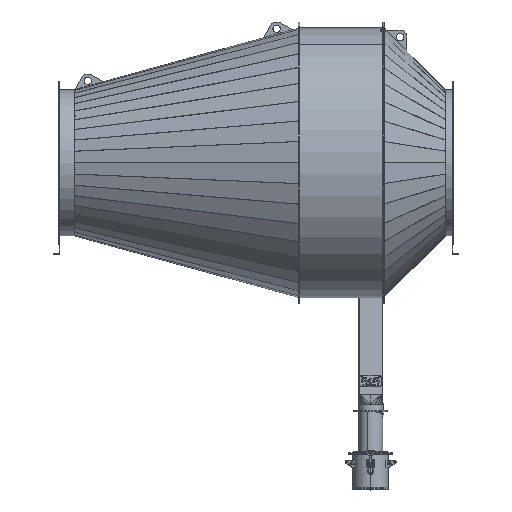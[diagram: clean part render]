
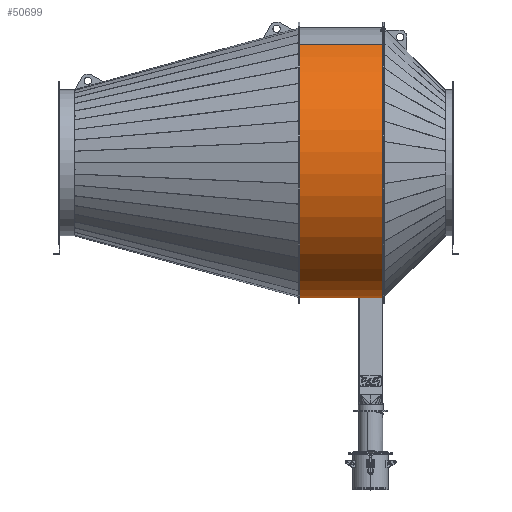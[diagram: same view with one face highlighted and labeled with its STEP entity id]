
A CAD part, top view. The second image highlights one B-rep face of the part: STEP entity #50699.
In plain terms, the highlighted cylindrical face has radius 826.5 mm (diameter 1653 mm), a partial arc.
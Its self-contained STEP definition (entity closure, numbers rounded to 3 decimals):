
#662 = VERTEX_POINT ( 'NONE', #10892 ) ;
#2231 = CARTESIAN_POINT ( 'NONE',  ( -0.25, 517.75, 826.5 ) ) ;
#3438 = CARTESIAN_POINT ( 'NONE',  ( 0., 517.75, 0. ) ) ;
#7605 = VECTOR ( 'NONE', #23336, 1000. ) ;
#7814 = DIRECTION ( 'NONE',  ( 0., 1., 0. ) ) ;
#10180 = CARTESIAN_POINT ( 'NONE',  ( 0., 517.75, 0. ) ) ;
#10892 = CARTESIAN_POINT ( 'NONE',  ( -397.253, 517.75, -724.77 ) ) ;
#10921 = ORIENTED_EDGE ( 'NONE', *, *, #20698, .F. ) ;
#12169 = VECTOR ( 'NONE', #24044, 1000. ) ;
#13817 = CIRCLE ( 'NONE', #35234, 826.5 ) ;
#14044 = FACE_OUTER_BOUND ( 'NONE', #49550, .T. ) ;
#14953 = EDGE_CURVE ( 'NONE', #32606, #26363, #32833, .T. ) ;
#15040 = CARTESIAN_POINT ( 'NONE',  ( -397.253, 0., -724.77 ) ) ;
#20150 = AXIS2_PLACEMENT_3D ( 'NONE', #34853, #30473, #46174 ) ;
#20698 = EDGE_CURVE ( 'NONE', #47330, #26363, #31596, .T. ) ;
#23336 = DIRECTION ( 'NONE',  ( 0., -1., 0. ) ) ;
#24044 = DIRECTION ( 'NONE',  ( 0., 1., 0. ) ) ;
#24484 = ORIENTED_EDGE ( 'NONE', *, *, #41075, .F. ) ;
#25908 = DIRECTION ( 'NONE',  ( 0., -1., 0. ) ) ;
#26363 = VERTEX_POINT ( 'NONE', #35541 ) ;
#29786 = CYLINDRICAL_SURFACE ( 'NONE', #43004, 826.5 ) ;
#30054 = ORIENTED_EDGE ( 'NONE', *, *, #14953, .T. ) ;
#30473 = DIRECTION ( 'NONE',  ( 0., 1., 0. ) ) ;
#31596 = LINE ( 'NONE', #42897, #7605 ) ;
#31795 = CARTESIAN_POINT ( 'NONE',  ( -397.253, 517.75, -724.77 ) ) ;
#32606 = VERTEX_POINT ( 'NONE', #15040 ) ;
#32833 = CIRCLE ( 'NONE', #20150, 826.5 ) ;
#34853 = CARTESIAN_POINT ( 'NONE',  ( 0., 0., 0. ) ) ;
#35234 = AXIS2_PLACEMENT_3D ( 'NONE', #3438, #7814, #50602 ) ;
#35541 = CARTESIAN_POINT ( 'NONE',  ( -0.25, 0., 826.5 ) ) ;
#35853 = ORIENTED_EDGE ( 'NONE', *, *, #41134, .F. ) ;
#37761 = DIRECTION ( 'NONE',  ( 0., 0., -1. ) ) ;
#39773 = LINE ( 'NONE', #31795, #12169 ) ;
#41075 = EDGE_CURVE ( 'NONE', #32606, #662, #39773, .T. ) ;
#41134 = EDGE_CURVE ( 'NONE', #662, #47330, #13817, .T. ) ;
#42897 = CARTESIAN_POINT ( 'NONE',  ( -0.25, 517.75, 826.5 ) ) ;
#43004 = AXIS2_PLACEMENT_3D ( 'NONE', #10180, #25908, #37761 ) ;
#46174 = DIRECTION ( 'NONE',  ( 1., 0., 0. ) ) ;
#47330 = VERTEX_POINT ( 'NONE', #2231 ) ;
#49550 = EDGE_LOOP ( 'NONE', ( #24484, #30054, #10921, #35853 ) ) ;
#50602 = DIRECTION ( 'NONE',  ( 1., 0., 0. ) ) ;
#50699 = ADVANCED_FACE ( 'NONE', ( #14044 ), #29786, .T. ) ;
